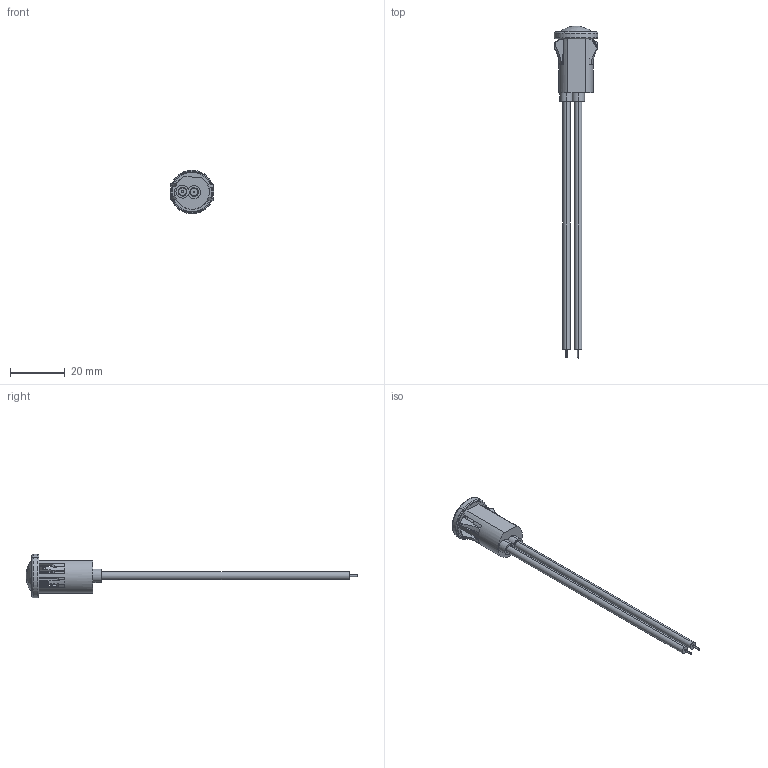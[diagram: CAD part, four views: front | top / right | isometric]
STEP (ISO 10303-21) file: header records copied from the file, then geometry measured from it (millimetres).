
FILE_DESCRIPTION (( 'STEP AP203' ), '1' );
FILE_NAME ('MODEL 1030D,1031D, 1090D AND VARIATIONS OMNI-GLOW.STEP', '2017-10-18T20:43:06', ( '' ), ( '' ), 'SwSTEP 2.0', 'SolidWorks 2016', '' );
FILE_SCHEMA (( 'CONFIG_CONTROL_DESIGN' ));
Length unit declared in the file: inch
Products named in the file (7): D11450 - Lens; MT2921-A9708; MB0460S; MODEL 1030D,1031D, 1090D AND VARIATIONS OMNI-GLOW; _22 AWG PVC Straight Wire_WP23927BK_04"; 2187_Configuration for B7635; E13976 C8305
Assembly tree (8 placements, depth 2):
  MODEL 1030D,1031D, 1090D AND VARIATIONS OMNI-GLOW
    MB0460S
    _22 AWG PVC Straight Wire_WP23927BK_04"  x2
    2187_Configuration for B7635
    E13976 C8305
    D11450 - Lens
    MT2921-A9708  x2
Bounding box: 16.11 x 121.77 x 15.98 mm (x, y, z)
Volume: 2345.4 mm3; surface area: 5330.5 mm2
Topology: 8 solids, 9 shells, 279 faces, 720 edges, 464 vertices
Faces by surface type: plane 107, cylinder 106, torus 40, cone 18, sphere 8
Entity records: 8661 total; most frequent: DIRECTION 1462, CARTESIAN_POINT 1442, ORIENTED_EDGE 1300, EDGE_CURVE 650, AXIS2_PLACEMENT_3D 578, VERTEX_POINT 420, CIRCLE 316, VECTOR 306
